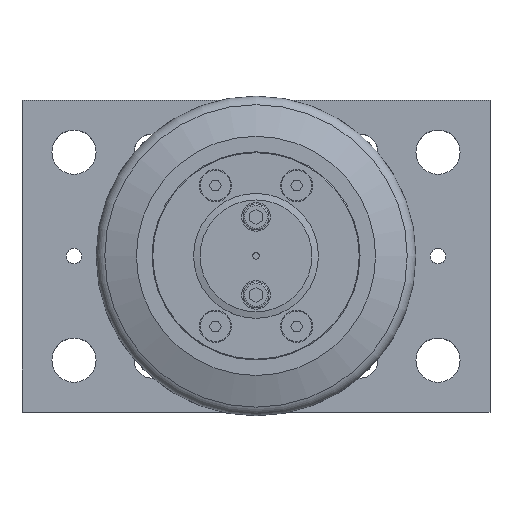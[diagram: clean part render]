
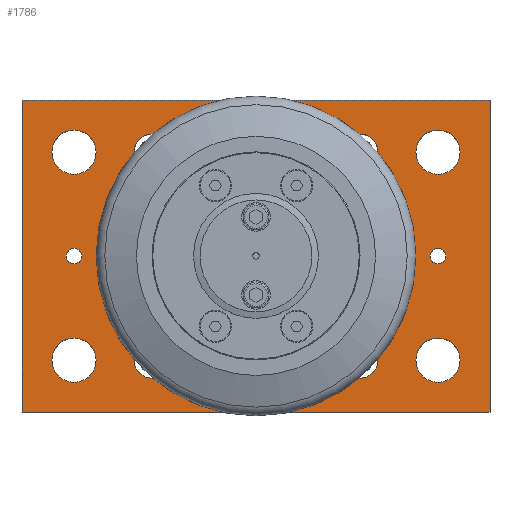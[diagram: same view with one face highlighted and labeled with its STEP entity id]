
A CAD part, top view. The second image highlights one B-rep face of the part: STEP entity #1786.
In plain terms, the highlighted planar face has unit normal (0, 0, 1).
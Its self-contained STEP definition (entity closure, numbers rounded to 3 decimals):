
#69=FACE_BOUND('',#398,.T.);
#70=FACE_BOUND('',#399,.T.);
#71=FACE_BOUND('',#400,.T.);
#72=FACE_BOUND('',#401,.T.);
#73=FACE_BOUND('',#402,.T.);
#74=FACE_BOUND('',#403,.T.);
#75=FACE_BOUND('',#404,.T.);
#76=FACE_BOUND('',#405,.T.);
#77=FACE_BOUND('',#406,.T.);
#78=FACE_BOUND('',#407,.T.);
#79=FACE_BOUND('',#408,.T.);
#159=CIRCLE('',#1975,39.5);
#160=CIRCLE('',#1977,3.);
#161=CIRCLE('',#1978,3.);
#162=CIRCLE('',#1979,8.5);
#163=CIRCLE('',#1980,8.5);
#164=CIRCLE('',#1981,8.5);
#165=CIRCLE('',#1982,8.5);
#166=CIRCLE('',#1983,6.918);
#167=CIRCLE('',#1984,6.918);
#168=CIRCLE('',#1985,6.918);
#169=CIRCLE('',#1986,6.918);
#170=CIRCLE('',#1987,6.918);
#171=CIRCLE('',#1988,6.918);
#172=CIRCLE('',#1989,6.918);
#173=CIRCLE('',#1990,6.918);
#273=FACE_OUTER_BOUND('',#397,.T.);
#397=EDGE_LOOP('',(#1542,#1543,#1544,#1545));
#398=EDGE_LOOP('',(#1546));
#399=EDGE_LOOP('',(#1547));
#400=EDGE_LOOP('',(#1548));
#401=EDGE_LOOP('',(#1549));
#402=EDGE_LOOP('',(#1550));
#403=EDGE_LOOP('',(#1551));
#404=EDGE_LOOP('',(#1552));
#405=EDGE_LOOP('',(#1553,#1554));
#406=EDGE_LOOP('',(#1555,#1556));
#407=EDGE_LOOP('',(#1557,#1558));
#408=EDGE_LOOP('',(#1559,#1560));
#562=LINE('',#3006,#712);
#563=LINE('',#3008,#713);
#564=LINE('',#3010,#714);
#565=LINE('',#3011,#715);
#712=VECTOR('',#2456,10.);
#713=VECTOR('',#2457,10.);
#714=VECTOR('',#2458,10.);
#715=VECTOR('',#2459,10.);
#870=VERTEX_POINT('',#3000);
#871=VERTEX_POINT('',#3004);
#872=VERTEX_POINT('',#3005);
#873=VERTEX_POINT('',#3007);
#874=VERTEX_POINT('',#3009);
#875=VERTEX_POINT('',#3012);
#876=VERTEX_POINT('',#3014);
#877=VERTEX_POINT('',#3016);
#878=VERTEX_POINT('',#3018);
#879=VERTEX_POINT('',#3020);
#880=VERTEX_POINT('',#3022);
#881=VERTEX_POINT('',#3024);
#882=VERTEX_POINT('',#3025);
#883=VERTEX_POINT('',#3028);
#884=VERTEX_POINT('',#3029);
#885=VERTEX_POINT('',#3032);
#886=VERTEX_POINT('',#3033);
#887=VERTEX_POINT('',#3036);
#888=VERTEX_POINT('',#3037);
#1100=EDGE_CURVE('',#870,#870,#159,.T.);
#1101=EDGE_CURVE('',#871,#872,#562,.T.);
#1102=EDGE_CURVE('',#873,#871,#563,.T.);
#1103=EDGE_CURVE('',#874,#873,#564,.T.);
#1104=EDGE_CURVE('',#872,#874,#565,.T.);
#1105=EDGE_CURVE('',#875,#875,#160,.T.);
#1106=EDGE_CURVE('',#876,#876,#161,.T.);
#1107=EDGE_CURVE('',#877,#877,#162,.T.);
#1108=EDGE_CURVE('',#878,#878,#163,.T.);
#1109=EDGE_CURVE('',#879,#879,#164,.T.);
#1110=EDGE_CURVE('',#880,#880,#165,.T.);
#1111=EDGE_CURVE('',#881,#882,#166,.T.);
#1112=EDGE_CURVE('',#882,#881,#167,.T.);
#1113=EDGE_CURVE('',#883,#884,#168,.T.);
#1114=EDGE_CURVE('',#884,#883,#169,.T.);
#1115=EDGE_CURVE('',#885,#886,#170,.T.);
#1116=EDGE_CURVE('',#886,#885,#171,.T.);
#1117=EDGE_CURVE('',#887,#888,#172,.T.);
#1118=EDGE_CURVE('',#888,#887,#173,.T.);
#1542=ORIENTED_EDGE('',*,*,#1101,.F.);
#1543=ORIENTED_EDGE('',*,*,#1102,.F.);
#1544=ORIENTED_EDGE('',*,*,#1103,.F.);
#1545=ORIENTED_EDGE('',*,*,#1104,.F.);
#1546=ORIENTED_EDGE('',*,*,#1100,.T.);
#1547=ORIENTED_EDGE('',*,*,#1105,.T.);
#1548=ORIENTED_EDGE('',*,*,#1106,.T.);
#1549=ORIENTED_EDGE('',*,*,#1107,.T.);
#1550=ORIENTED_EDGE('',*,*,#1108,.T.);
#1551=ORIENTED_EDGE('',*,*,#1109,.T.);
#1552=ORIENTED_EDGE('',*,*,#1110,.T.);
#1553=ORIENTED_EDGE('',*,*,#1111,.T.);
#1554=ORIENTED_EDGE('',*,*,#1112,.T.);
#1555=ORIENTED_EDGE('',*,*,#1113,.T.);
#1556=ORIENTED_EDGE('',*,*,#1114,.T.);
#1557=ORIENTED_EDGE('',*,*,#1115,.T.);
#1558=ORIENTED_EDGE('',*,*,#1116,.T.);
#1559=ORIENTED_EDGE('',*,*,#1117,.T.);
#1560=ORIENTED_EDGE('',*,*,#1118,.T.);
#1695=PLANE('',#1976);
#1786=ADVANCED_FACE('',(#273,#69,#70,#71,#72,#73,#74,#75,#76,#77,#78,#79),
#1695,.T.);
#1975=AXIS2_PLACEMENT_3D('',#3002,#2452,#2453);
#1976=AXIS2_PLACEMENT_3D('',#3003,#2454,#2455);
#1977=AXIS2_PLACEMENT_3D('',#3013,#2460,#2461);
#1978=AXIS2_PLACEMENT_3D('',#3015,#2462,#2463);
#1979=AXIS2_PLACEMENT_3D('',#3017,#2464,#2465);
#1980=AXIS2_PLACEMENT_3D('',#3019,#2466,#2467);
#1981=AXIS2_PLACEMENT_3D('',#3021,#2468,#2469);
#1982=AXIS2_PLACEMENT_3D('',#3023,#2470,#2471);
#1983=AXIS2_PLACEMENT_3D('',#3026,#2472,#2473);
#1984=AXIS2_PLACEMENT_3D('',#3027,#2474,#2475);
#1985=AXIS2_PLACEMENT_3D('',#3030,#2476,#2477);
#1986=AXIS2_PLACEMENT_3D('',#3031,#2478,#2479);
#1987=AXIS2_PLACEMENT_3D('',#3034,#2480,#2481);
#1988=AXIS2_PLACEMENT_3D('',#3035,#2482,#2483);
#1989=AXIS2_PLACEMENT_3D('',#3038,#2484,#2485);
#1990=AXIS2_PLACEMENT_3D('',#3039,#2486,#2487);
#2452=DIRECTION('center_axis',(0.,0.,-1.));
#2453=DIRECTION('ref_axis',(0.,1.,0.));
#2454=DIRECTION('center_axis',(0.,0.,1.));
#2455=DIRECTION('ref_axis',(1.,0.,0.));
#2456=DIRECTION('',(0.,1.,0.));
#2457=DIRECTION('',(-1.,0.,0.));
#2458=DIRECTION('',(0.,-1.,0.));
#2459=DIRECTION('',(1.,0.,0.));
#2460=DIRECTION('center_axis',(0.,0.,-1.));
#2461=DIRECTION('ref_axis',(-1.,0.,0.));
#2462=DIRECTION('center_axis',(0.,0.,-1.));
#2463=DIRECTION('ref_axis',(-1.,0.,0.));
#2464=DIRECTION('center_axis',(0.,0.,-1.));
#2465=DIRECTION('ref_axis',(-1.,0.,0.));
#2466=DIRECTION('center_axis',(0.,0.,-1.));
#2467=DIRECTION('ref_axis',(-1.,0.,0.));
#2468=DIRECTION('center_axis',(0.,0.,-1.));
#2469=DIRECTION('ref_axis',(-1.,0.,0.));
#2470=DIRECTION('center_axis',(0.,0.,-1.));
#2471=DIRECTION('ref_axis',(-1.,0.,0.));
#2472=DIRECTION('center_axis',(0.,0.,-1.));
#2473=DIRECTION('ref_axis',(1.,0.,0.));
#2474=DIRECTION('center_axis',(0.,0.,-1.));
#2475=DIRECTION('ref_axis',(1.,0.,0.));
#2476=DIRECTION('center_axis',(0.,0.,-1.));
#2477=DIRECTION('ref_axis',(1.,0.,0.));
#2478=DIRECTION('center_axis',(0.,0.,-1.));
#2479=DIRECTION('ref_axis',(1.,0.,0.));
#2480=DIRECTION('center_axis',(0.,0.,-1.));
#2481=DIRECTION('ref_axis',(1.,0.,0.));
#2482=DIRECTION('center_axis',(0.,0.,-1.));
#2483=DIRECTION('ref_axis',(1.,0.,0.));
#2484=DIRECTION('center_axis',(0.,0.,-1.));
#2485=DIRECTION('ref_axis',(1.,0.,0.));
#2486=DIRECTION('center_axis',(0.,0.,-1.));
#2487=DIRECTION('ref_axis',(1.,0.,0.));
#3000=CARTESIAN_POINT('',(90.,20.5,20.));
#3002=CARTESIAN_POINT('Origin',(90.,60.,20.));
#3003=CARTESIAN_POINT('Origin',(90.,60.,20.));
#3004=CARTESIAN_POINT('',(0.,0.,20.));
#3005=CARTESIAN_POINT('',(0.,120.,20.));
#3006=CARTESIAN_POINT('',(0.,120.,20.));
#3007=CARTESIAN_POINT('',(180.,0.,20.));
#3008=CARTESIAN_POINT('',(0.,0.,20.));
#3009=CARTESIAN_POINT('',(180.,120.,20.));
#3010=CARTESIAN_POINT('',(180.,0.,20.));
#3011=CARTESIAN_POINT('',(180.,120.,20.));
#3012=CARTESIAN_POINT('',(23.,60.,20.));
#3013=CARTESIAN_POINT('Origin',(20.,60.,20.));
#3014=CARTESIAN_POINT('',(163.,60.,20.));
#3015=CARTESIAN_POINT('Origin',(160.,60.,20.));
#3016=CARTESIAN_POINT('',(168.5,100.,20.));
#3017=CARTESIAN_POINT('Origin',(160.,100.,20.));
#3018=CARTESIAN_POINT('',(168.5,20.,20.));
#3019=CARTESIAN_POINT('Origin',(160.,20.,20.));
#3020=CARTESIAN_POINT('',(28.5,100.,20.));
#3021=CARTESIAN_POINT('Origin',(20.,100.,20.));
#3022=CARTESIAN_POINT('',(28.5,20.,20.));
#3023=CARTESIAN_POINT('Origin',(20.,20.,20.));
#3024=CARTESIAN_POINT('',(56.918,100.,20.));
#3025=CARTESIAN_POINT('',(43.083,100.,20.));
#3026=CARTESIAN_POINT('Origin',(50.,100.,20.));
#3027=CARTESIAN_POINT('Origin',(50.,100.,20.));
#3028=CARTESIAN_POINT('',(136.918,100.,20.));
#3029=CARTESIAN_POINT('',(123.083,100.,20.));
#3030=CARTESIAN_POINT('Origin',(130.,100.,20.));
#3031=CARTESIAN_POINT('Origin',(130.,100.,20.));
#3032=CARTESIAN_POINT('',(136.918,20.,20.));
#3033=CARTESIAN_POINT('',(123.083,20.,20.));
#3034=CARTESIAN_POINT('Origin',(130.,20.,20.));
#3035=CARTESIAN_POINT('Origin',(130.,20.,20.));
#3036=CARTESIAN_POINT('',(56.918,20.,20.));
#3037=CARTESIAN_POINT('',(43.083,20.,20.));
#3038=CARTESIAN_POINT('Origin',(50.,20.,20.));
#3039=CARTESIAN_POINT('Origin',(50.,20.,20.));
